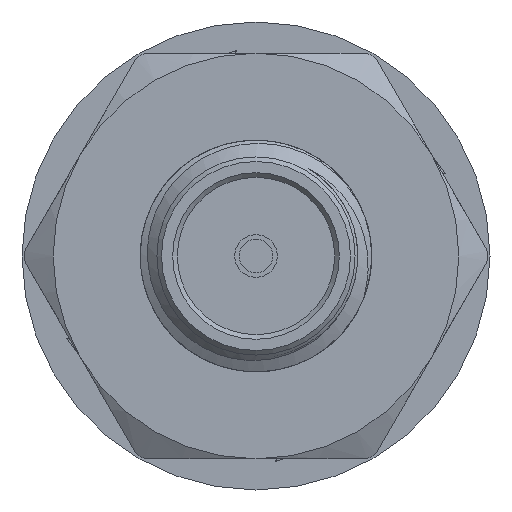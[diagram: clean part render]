
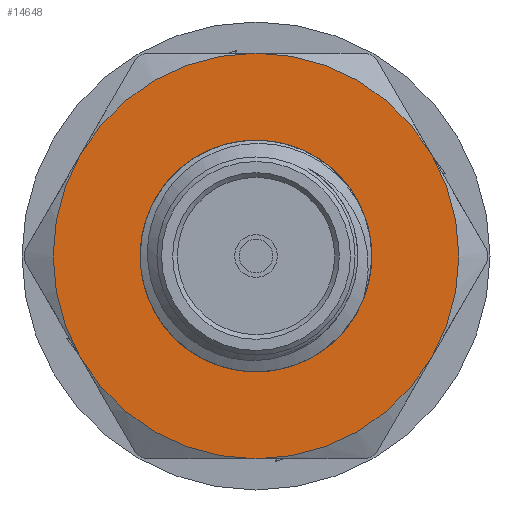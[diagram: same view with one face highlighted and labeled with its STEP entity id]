
A CAD part, left-side view. The second image highlights one B-rep face of the part: STEP entity #14648.
In plain terms, the highlighted planar face has unit normal (-1, 0, 0).
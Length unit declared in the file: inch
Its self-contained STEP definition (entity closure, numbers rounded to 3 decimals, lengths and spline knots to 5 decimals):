
#45 = CARTESIAN_POINT ( 'NONE',  ( 0.25, 0.09612, 0. ) ) ;
#263 = DIRECTION ( 'NONE',  ( 0., 0., 1. ) ) ;
#802 = ORIENTED_EDGE ( 'NONE', *, *, #17800, .T. ) ;
#860 = VERTEX_POINT ( 'NONE', #4986 ) ;
#1289 = CARTESIAN_POINT ( 'NONE',  ( 0.25, 0., 0.219 ) ) ;
#1334 = VERTEX_POINT ( 'NONE', #21741 ) ;
#1507 = ORIENTED_EDGE ( 'NONE', *, *, #19140, .T. ) ;
#1618 = CARTESIAN_POINT ( 'NONE',  ( 0.25, 0., 0. ) ) ;
#1625 = EDGE_LOOP ( 'NONE', ( #18619, #9621, #802, #5053, #1507, #3531 ) ) ;
#2130 = CARTESIAN_POINT ( 'NONE',  ( 0.25, 0., 0. ) ) ;
#2627 = DIRECTION ( 'NONE',  ( 0., 0., 1. ) ) ;
#2672 = VERTEX_POINT ( 'NONE', #22015 ) ;
#3531 = ORIENTED_EDGE ( 'NONE', *, *, #17090, .T. ) ;
#3618 = VERTEX_POINT ( 'NONE', #8925 ) ;
#3732 = DIRECTION ( 'NONE',  ( -1., 0., 0. ) ) ;
#3761 = ORIENTED_EDGE ( 'NONE', *, *, #7599, .T. ) ;
#3860 = DIRECTION ( 'NONE',  ( 0., 0., 1. ) ) ;
#4194 = AXIS2_PLACEMENT_3D ( 'NONE', #17235, #19316, #17468 ) ;
#4741 = EDGE_CURVE ( 'NONE', #7314, #19411, #15619, .T. ) ;
#4986 = CARTESIAN_POINT ( 'NONE',  ( 0.25, -0.18966, -0.1095 ) ) ;
#5053 = ORIENTED_EDGE ( 'NONE', *, *, #7160, .T. ) ;
#5369 = AXIS2_PLACEMENT_3D ( 'NONE', #13535, #13299, #263 ) ;
#5576 = FACE_OUTER_BOUND ( 'NONE', #1625, .T. ) ;
#6150 = CIRCLE ( 'NONE', #5369, 0.219 ) ;
#7160 = EDGE_CURVE ( 'NONE', #3618, #2672, #22679, .T. ) ;
#7314 = VERTEX_POINT ( 'NONE', #19024 ) ;
#7599 = EDGE_CURVE ( 'NONE', #1334, #1334, #14797, .T. ) ;
#8892 = CARTESIAN_POINT ( 'NONE',  ( 0.25, 0., 0. ) ) ;
#8925 = CARTESIAN_POINT ( 'NONE',  ( 0.25, 0.18966, -0.1095 ) ) ;
#9314 = AXIS2_PLACEMENT_3D ( 'NONE', #8892, #16409, #19849 ) ;
#9621 = ORIENTED_EDGE ( 'NONE', *, *, #18723, .T. ) ;
#9737 = DIRECTION ( 'NONE',  ( 0., 0., 1. ) ) ;
#10039 = AXIS2_PLACEMENT_3D ( 'NONE', #12758, #18175, #14494 ) ;
#11385 = DIRECTION ( 'NONE',  ( -1., 0., 0. ) ) ;
#11611 = AXIS2_PLACEMENT_3D ( 'NONE', #45, #3732, #3860 ) ;
#12034 = CIRCLE ( 'NONE', #4194, 0.219 ) ;
#12423 = DIRECTION ( 'NONE',  ( -1., 0., 0. ) ) ;
#12758 = CARTESIAN_POINT ( 'NONE',  ( 0.25, 0., 0. ) ) ;
#13299 = DIRECTION ( 'NONE',  ( -1., 0., 0. ) ) ;
#13490 = CARTESIAN_POINT ( 'NONE',  ( 0.25, 0.18966, 0.1095 ) ) ;
#13535 = CARTESIAN_POINT ( 'NONE',  ( 0.25, 0., 0. ) ) ;
#13615 = AXIS2_PLACEMENT_3D ( 'NONE', #2130, #14925, #9737 ) ;
#14488 = CARTESIAN_POINT ( 'NONE',  ( 0.25, 0., 0. ) ) ;
#14494 = DIRECTION ( 'NONE',  ( 0., 0., -1. ) ) ;
#14648 = ADVANCED_FACE ( 'NONE', ( #22424, #5576 ), #20699, .T. ) ;
#14797 = CIRCLE ( 'NONE', #10039, 0.09612 ) ;
#14925 = DIRECTION ( 'NONE',  ( -1., 0., 0. ) ) ;
#15205 = AXIS2_PLACEMENT_3D ( 'NONE', #1618, #12423, #21906 ) ;
#15229 = AXIS2_PLACEMENT_3D ( 'NONE', #14488, #11385, #2627 ) ;
#15619 = CIRCLE ( 'NONE', #9314, 0.219 ) ;
#16409 = DIRECTION ( 'NONE',  ( -1., 0., 0. ) ) ;
#16410 = VERTEX_POINT ( 'NONE', #13490 ) ;
#17090 = EDGE_CURVE ( 'NONE', #860, #7314, #19119, .T. ) ;
#17235 = CARTESIAN_POINT ( 'NONE',  ( 0.25, 0., 0. ) ) ;
#17468 = DIRECTION ( 'NONE',  ( 0., 0., 1. ) ) ;
#17800 = EDGE_CURVE ( 'NONE', #16410, #3618, #20298, .T. ) ;
#18175 = DIRECTION ( 'NONE',  ( 1., 0., 0. ) ) ;
#18619 = ORIENTED_EDGE ( 'NONE', *, *, #4741, .T. ) ;
#18723 = EDGE_CURVE ( 'NONE', #19411, #16410, #12034, .T. ) ;
#19024 = CARTESIAN_POINT ( 'NONE',  ( 0.25, -0.18966, 0.1095 ) ) ;
#19119 = CIRCLE ( 'NONE', #13615, 0.219 ) ;
#19140 = EDGE_CURVE ( 'NONE', #2672, #860, #6150, .T. ) ;
#19316 = DIRECTION ( 'NONE',  ( -1., 0., 0. ) ) ;
#19411 = VERTEX_POINT ( 'NONE', #1289 ) ;
#19849 = DIRECTION ( 'NONE',  ( 0., 0., 1. ) ) ;
#20298 = CIRCLE ( 'NONE', #15205, 0.219 ) ;
#20699 = PLANE ( 'NONE',  #11611 ) ;
#21741 = CARTESIAN_POINT ( 'NONE',  ( 0.25, 0., -0.09612 ) ) ;
#21906 = DIRECTION ( 'NONE',  ( 0., 0., 1. ) ) ;
#22015 = CARTESIAN_POINT ( 'NONE',  ( 0.25, 0., -0.219 ) ) ;
#22424 = FACE_BOUND ( 'NONE', #23403, .T. ) ;
#22679 = CIRCLE ( 'NONE', #15229, 0.219 ) ;
#23403 = EDGE_LOOP ( 'NONE', ( #3761 ) ) ;
